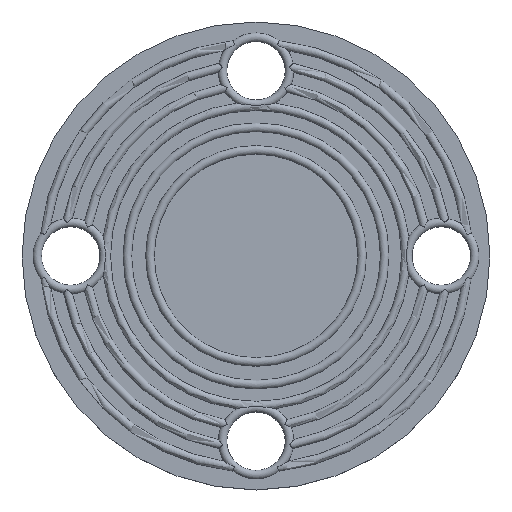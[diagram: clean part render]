
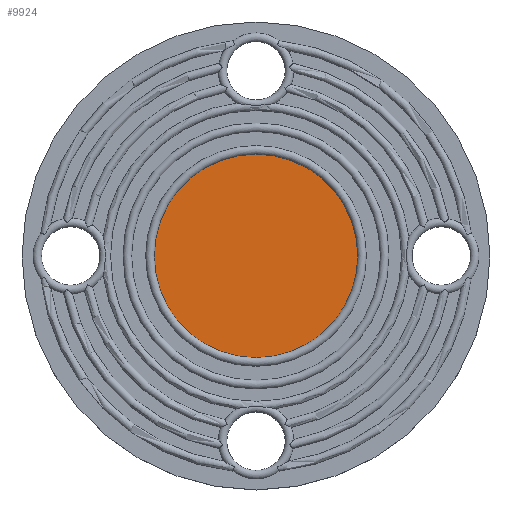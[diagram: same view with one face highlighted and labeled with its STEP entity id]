
A CAD part, top view. The second image highlights one B-rep face of the part: STEP entity #9924.
In plain terms, the highlighted planar face has unit normal (0, 0, 1).
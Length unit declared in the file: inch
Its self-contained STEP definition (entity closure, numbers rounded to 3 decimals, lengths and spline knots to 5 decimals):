
#125=CIRCLE('',#10395,1.30546);
#1284=FACE_OUTER_BOUND('',#1865,.T.);
#1865=EDGE_LOOP('',(#9070));
#4747=VERTEX_POINT('',#17961);
#6188=EDGE_CURVE('',#4747,#4747,#125,.T.);
#9070=ORIENTED_EDGE('',*,*,#6188,.T.);
#9399=PLANE('',#10398);
#9924=ADVANCED_FACE('',(#1284),#9399,.T.);
#10395=AXIS2_PLACEMENT_3D('',#17962,#12221,#12222);
#10398=AXIS2_PLACEMENT_3D('',#17966,#12227,#12228);
#12221=DIRECTION('center_axis',(0.,0.,1.));
#12222=DIRECTION('ref_axis',(1.,0.,0.));
#12227=DIRECTION('center_axis',(0.,0.,1.));
#12228=DIRECTION('ref_axis',(1.,0.,0.));
#17961=CARTESIAN_POINT('',(-1.30546,0.,0.75));
#17962=CARTESIAN_POINT('Origin',(0.,0.,0.75));
#17966=CARTESIAN_POINT('Origin',(0.,0.,0.75));
